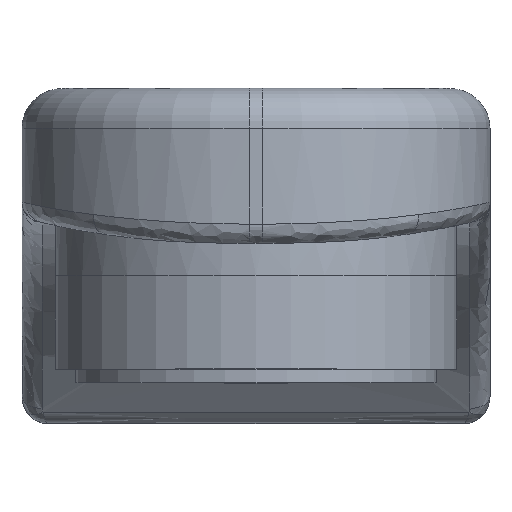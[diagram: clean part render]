
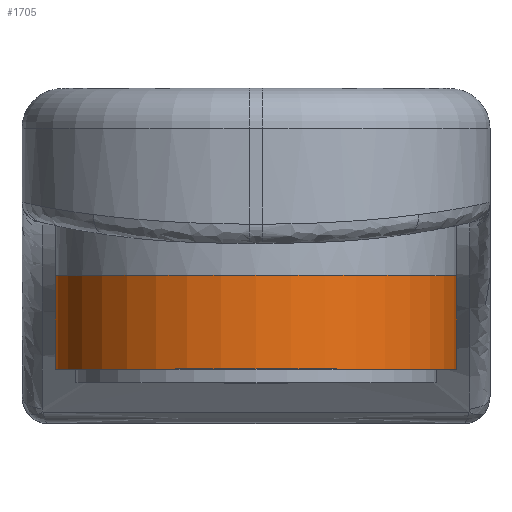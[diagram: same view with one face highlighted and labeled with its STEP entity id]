
A CAD part, top view. The second image highlights one B-rep face of the part: STEP entity #1705.
In plain terms, the highlighted cylindrical face has radius 15 mm (diameter 30 mm), a full revolution.
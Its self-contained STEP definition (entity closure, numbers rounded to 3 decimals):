
#114=LINE('',#2421,#267);
#267=VECTOR('',#2008,15.);
#420=CYLINDRICAL_SURFACE('',#1847,15.);
#456=FACE_OUTER_BOUND('',#564,.T.);
#564=EDGE_LOOP('',(#1158,#1159,#1160,#1161));
#680=CIRCLE('',#1848,15.);
#681=CIRCLE('',#1849,15.);
#730=VERTEX_POINT('',#2418);
#731=VERTEX_POINT('',#2420);
#895=EDGE_CURVE('',#730,#730,#680,.T.);
#896=EDGE_CURVE('',#730,#731,#114,.T.);
#897=EDGE_CURVE('',#731,#731,#681,.T.);
#1158=ORIENTED_EDGE('',*,*,#895,.F.);
#1159=ORIENTED_EDGE('',*,*,#896,.T.);
#1160=ORIENTED_EDGE('',*,*,#897,.T.);
#1161=ORIENTED_EDGE('',*,*,#896,.F.);
#1705=ADVANCED_FACE('',(#456),#420,.T.);
#1847=AXIS2_PLACEMENT_3D('',#2417,#2004,#2005);
#1848=AXIS2_PLACEMENT_3D('',#2419,#2006,#2007);
#1849=AXIS2_PLACEMENT_3D('',#2422,#2009,#2010);
#2004=DIRECTION('center_axis',(0.,-1.,0.));
#2005=DIRECTION('ref_axis',(0.,0.,1.));
#2006=DIRECTION('center_axis',(0.,-1.,0.));
#2007=DIRECTION('ref_axis',(0.,0.,1.));
#2008=DIRECTION('',(0.,1.,0.));
#2009=DIRECTION('center_axis',(0.,-1.,0.));
#2010=DIRECTION('ref_axis',(0.,0.,1.));
#2417=CARTESIAN_POINT('Origin',(144.,0.,-11.));
#2418=CARTESIAN_POINT('',(144.,-7.,-26.));
#2419=CARTESIAN_POINT('Origin',(144.,-7.,-11.));
#2420=CARTESIAN_POINT('',(144.,0.,-26.));
#2421=CARTESIAN_POINT('',(144.,0.,-26.));
#2422=CARTESIAN_POINT('Origin',(144.,0.,-11.));
